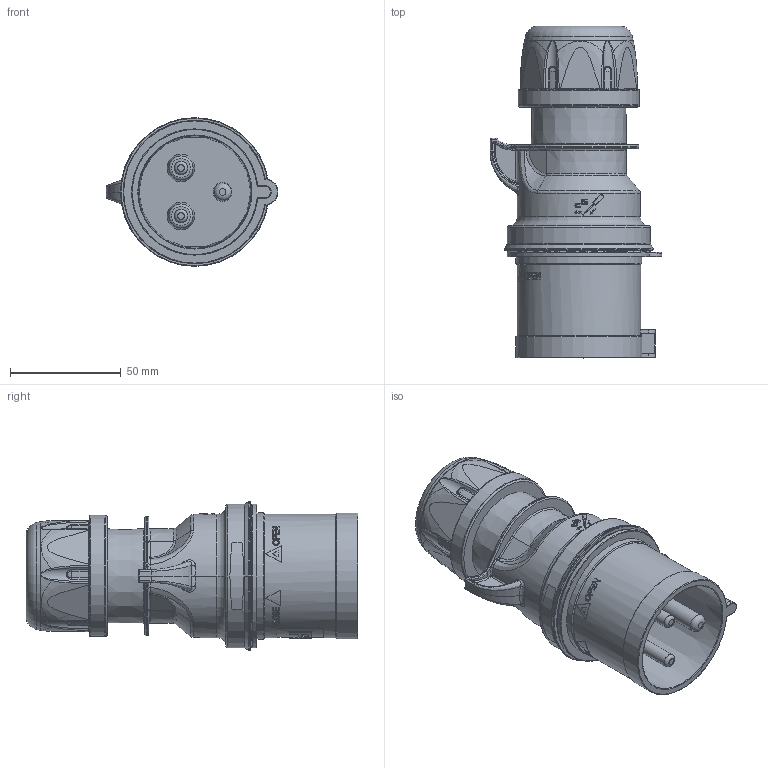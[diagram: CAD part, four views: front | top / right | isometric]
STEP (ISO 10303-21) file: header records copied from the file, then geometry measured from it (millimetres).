
FILE_DESCRIPTION (( 'STEP AP203' ), '1' );
FILE_NAME ('023-6.STEP', '2017-11-23T10:06:55', ( '' ), ( '' ), 'SwSTEP 2.0', 'SolidWorks 2016', '' );
FILE_SCHEMA (( 'CONFIG_CONTROL_DESIGN' ));
Length unit declared in the file: millimetre
Products named in the file (1): 023-6
Bounding box: 77.45 x 149.5 x 67 mm (x, y, z)
Volume: 245999.5 mm3; surface area: 44996 mm2
Topology: 1 solids, 1 shells, 679 faces, 1656 edges, 1006 vertices
Faces by surface type: bspline 244, plane 179, cylinder 127, torus 86, cone 37, sphere 6
Full cylindrical faces by diameter (mm): 6 x2, 8 x1, 54.6 x1, 55.646 x1, 56.9 x1, 63.6 x1, 64.6 x1
Entity records: 30705 total; most frequent: CARTESIAN_POINT 16978, ORIENTED_EDGE 3204, DIRECTION 2316, EDGE_CURVE 1602, VERTEX_POINT 992, AXIS2_PLACEMENT_3D 942, EDGE_LOOP 746, FACE_OUTER_BOUND 701
